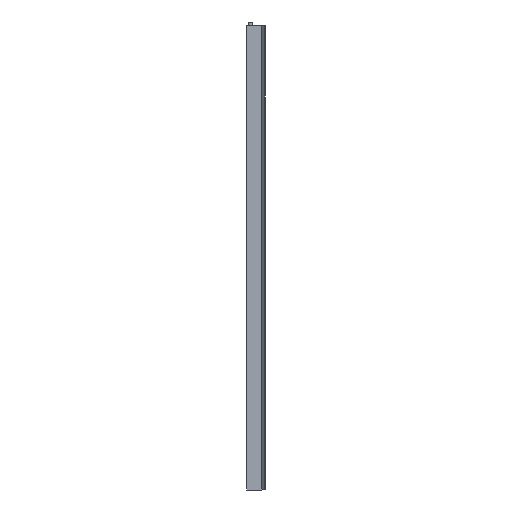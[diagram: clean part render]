
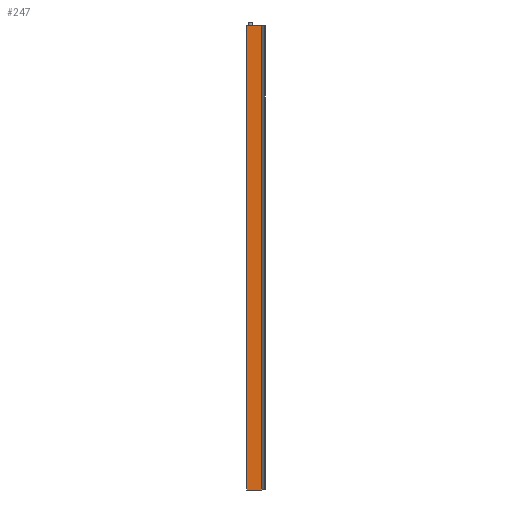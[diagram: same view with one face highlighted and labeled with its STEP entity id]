
A CAD part, left-side view. The second image highlights one B-rep face of the part: STEP entity #247.
In plain terms, the highlighted planar face has unit normal (-1, 0.003, 0).
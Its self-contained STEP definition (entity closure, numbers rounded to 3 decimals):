
#247 = ADVANCED_FACE ( 'NONE', ( #23995 ), #9746, .F. ) ;
#2202 = CARTESIAN_POINT ( 'NONE',  ( -6.498, -29.5, -950. ) ) ;
#5389 = CARTESIAN_POINT ( 'NONE',  ( -6.4, 0.002, 0. ) ) ;
#5520 = VECTOR ( 'NONE', #36393, 1000. ) ;
#9439 = ORIENTED_EDGE ( 'NONE', *, *, #24057, .T. ) ;
#9615 = ORIENTED_EDGE ( 'NONE', *, *, #19135, .F. ) ;
#9746 = PLANE ( 'NONE',  #32007 ) ;
#9971 = VERTEX_POINT ( 'NONE', #31000 ) ;
#10341 = CARTESIAN_POINT ( 'NONE',  ( -6.498, -29.5, -950. ) ) ;
#11131 = ORIENTED_EDGE ( 'NONE', *, *, #18299, .T. ) ;
#14660 = ORIENTED_EDGE ( 'NONE', *, *, #34753, .T. ) ;
#15642 = CARTESIAN_POINT ( 'NONE',  ( -6.498, -29.5, 0. ) ) ;
#16076 = DIRECTION ( 'NONE',  ( 0.003, 1., 0. ) ) ;
#17136 = LINE ( 'NONE', #31976, #25665 ) ;
#17335 = VERTEX_POINT ( 'NONE', #29682 ) ;
#17515 = VECTOR ( 'NONE', #18594, 1000. ) ;
#18299 = EDGE_CURVE ( 'NONE', #35581, #28370, #24898, .T. ) ;
#18553 = DIRECTION ( 'NONE',  ( 1., -0.003, 0. ) ) ;
#18594 = DIRECTION ( 'NONE',  ( 0.003, 1., 0. ) ) ;
#19135 = EDGE_CURVE ( 'NONE', #35581, #17335, #27237, .T. ) ;
#21197 = CARTESIAN_POINT ( 'NONE',  ( -6.4, 0.002, -950. ) ) ;
#22085 = LINE ( 'NONE', #5389, #27317 ) ;
#23995 = FACE_OUTER_BOUND ( 'NONE', #35066, .T. ) ;
#24057 = EDGE_CURVE ( 'NONE', #28370, #9971, #22085, .T. ) ;
#24898 = LINE ( 'NONE', #2202, #5520 ) ;
#25665 = VECTOR ( 'NONE', #34241, 1000. ) ;
#27237 = LINE ( 'NONE', #35709, #17515 ) ;
#27317 = VECTOR ( 'NONE', #16076, 1000. ) ;
#28370 = VERTEX_POINT ( 'NONE', #15642 ) ;
#29682 = CARTESIAN_POINT ( 'NONE',  ( -6.401, -0.198, -950. ) ) ;
#30023 = DIRECTION ( 'NONE',  ( 0.003, 1., 0. ) ) ;
#31000 = CARTESIAN_POINT ( 'NONE',  ( -6.401, -0.198, 0. ) ) ;
#31976 = CARTESIAN_POINT ( 'NONE',  ( -6.401, -0.198, -950. ) ) ;
#32007 = AXIS2_PLACEMENT_3D ( 'NONE', #21197, #18553, #30023 ) ;
#34241 = DIRECTION ( 'NONE',  ( 0., 0., -1. ) ) ;
#34753 = EDGE_CURVE ( 'NONE', #9971, #17335, #17136, .T. ) ;
#35066 = EDGE_LOOP ( 'NONE', ( #9439, #14660, #9615, #11131 ) ) ;
#35581 = VERTEX_POINT ( 'NONE', #10341 ) ;
#35709 = CARTESIAN_POINT ( 'NONE',  ( -6.4, 0.002, -950. ) ) ;
#36393 = DIRECTION ( 'NONE',  ( 0., 0., 1. ) ) ;
